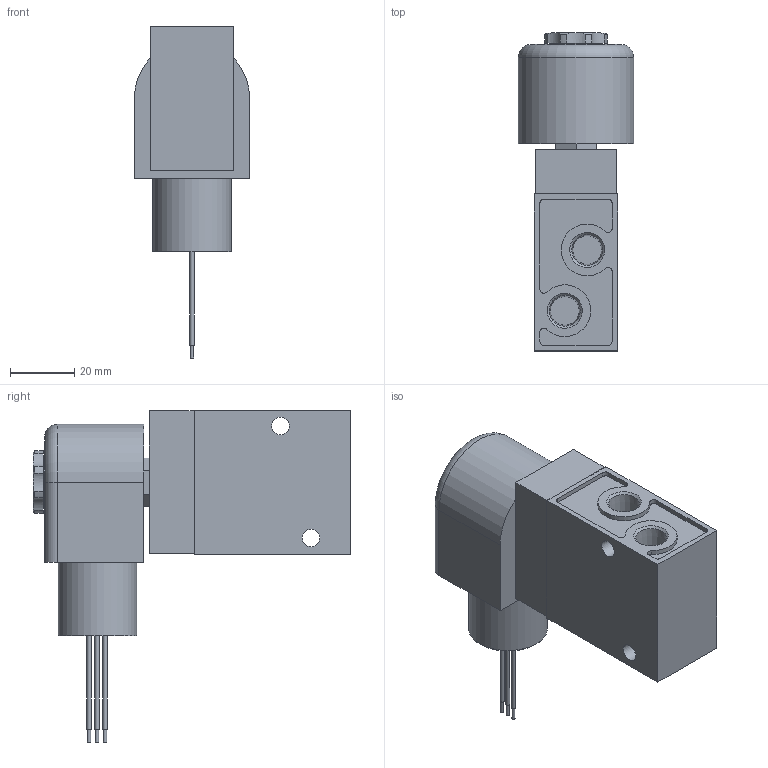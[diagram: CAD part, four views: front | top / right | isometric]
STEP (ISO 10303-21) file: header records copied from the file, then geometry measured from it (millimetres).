
FILE_DESCRIPTION(/* description */ ('STEP AP214'),/* implementation_level */ '2;1');
FILE_NAME(/* name */ '541652_MFH-3-1_8-120-NPT-EX',/* time_stamp */ '2024-09-05T05:46:51+02:00',/* author */ ('License CC BY-ND 4.0'),/* organization */ ('CADENAS'),/* preprocessor_version */ 'ST-DEVELOPER v19.3',/* originating_system */ 'PARTsolutions',/* authorisation */ ' ');
FILE_SCHEMA (('AUTOMOTIVE_DESIGN {1 0 10303 214 3 1 1}'));
Length unit declared in the file: millimetre
Products named in the file (4): 541652 MFH-3-1/8-120-NPT-EX; 541652 MFH-3-1/8-120-NPT-EX-P; 691205 VACN-N-K11-16B-0.5-U4-M_p; 690774 M8X0,75 FOR-EX
Assembly tree (3 placements, depth 2):
  541652 MFH-3-1/8-120-NPT-EX
    541652 MFH-3-1/8-120-NPT-EX-P
    691205 VACN-N-K11-16B-0.5-U4-M_p
    690774 M8X0,75 FOR-EX
Bounding box: 36 x 99.3 x 103.69 mm (x, y, z)
Volume: 116653.6 mm3; surface area: 28007 mm2
Topology: 3 solids, 3 shells, 312 faces, 726 edges, 477 vertices
Faces by surface type: plane 156, cylinder 92, cone 56, torus 8
Full cylindrical faces by diameter (mm): 1 x3, 1.3 x3, 2.2 x8, 4.134 x1, 5.5 x2, 7 x2, 7.188 x1, 7.4 x2, 8 x1, 8.9 x1, 9.1 x1, 10.4 x1, 13.4 x1, 15 x1, 16 x2, 20.2 x1, 22 x1, 24.6 x1
Entity records: 9149 total; most frequent: CARTESIAN_POINT 1828, DIRECTION 1429, ORIENTED_EDGE 1290, EDGE_CURVE 645, AXIS2_PLACEMENT_3D 601, VERTEX_POINT 460, FACE_BOUND 439, EDGE_LOOP 438
